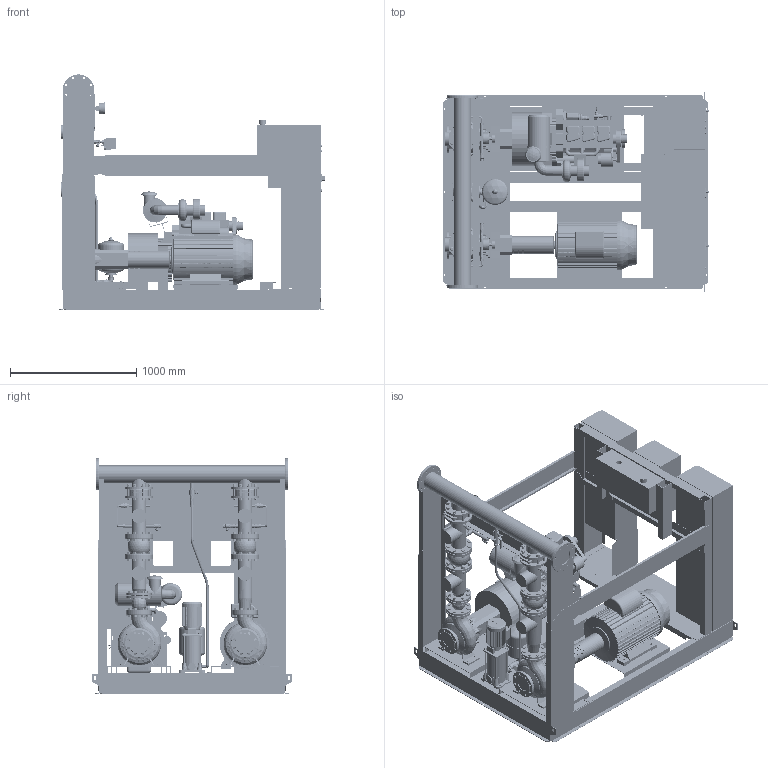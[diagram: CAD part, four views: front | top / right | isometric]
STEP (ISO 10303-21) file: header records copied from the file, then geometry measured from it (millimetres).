
FILE_DESCRIPTION((''),'2;1');
FILE_NAME('3d_Sifire-EN-80_200-203-37_47.7_1.1EDJ-4184035.stp','2015-05-26T08:11:09',(''),(''),'Mechanical Desktop 2009','Mechanical Desktop 2009',', , ');
FILE_SCHEMA(('CONFIG_CONTROL_DESIGN'));
Length unit declared in the file: millimetre
Products named in the file (1): Product
Bounding box: 2105.5 x 1582 x 1860 mm (x, y, z)
Volume: 666233817.4 mm3; surface area: 43625128.4 mm2
Topology: 354 solids, 355 shells, 8391 faces, 20171 edges, 12679 vertices
Faces by surface type: plane 2976, bspline 2457, cylinder 1728, cone 996, torus 197, sphere 37
Entity records: 266570 total; most frequent: CARTESIAN_POINT 83168, ORIENTED_EDGE 40266, DIRECTION 35266, EDGE_CURVE 20133, VERTEX_POINT 12676, AXIS2_PLACEMENT_3D 12558, VECTOR 10150, LINE 10150
